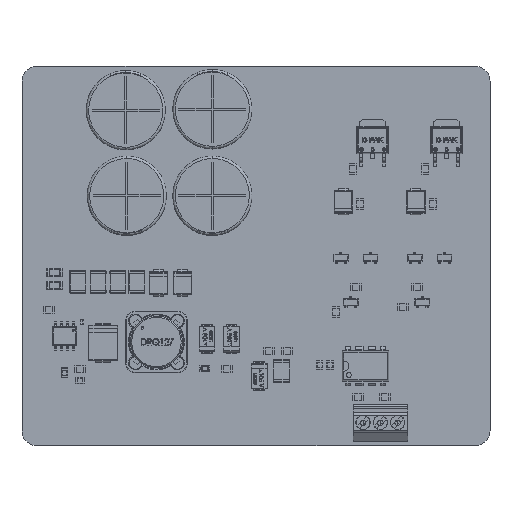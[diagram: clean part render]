
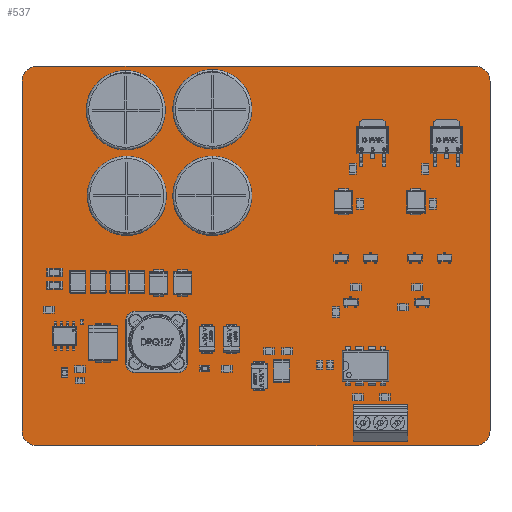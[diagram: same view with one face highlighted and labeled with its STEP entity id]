
A CAD part, top view. The second image highlights one B-rep face of the part: STEP entity #537.
In plain terms, the highlighted planar face has unit normal (0, 0, 1).
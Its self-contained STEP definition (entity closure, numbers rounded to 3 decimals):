
#272 = VERTEX_POINT('',#273);
#273 = CARTESIAN_POINT('',(29.491,49.981,0.411));
#279 = EDGE_CURVE('',#272,#280,#282,.T.);
#280 = VERTEX_POINT('',#281);
#281 = CARTESIAN_POINT('',(26.5,52.981,0.411));
#282 = CIRCLE('',#283,3.001);
#283 = AXIS2_PLACEMENT_3D('',#284,#285,#286);
#284 = CARTESIAN_POINT('',(29.501,52.982,0.411));
#285 = DIRECTION('',(0.,0.,-1.));
#286 = DIRECTION('',(-0.003,-1.,0.));
#312 = EDGE_CURVE('',#280,#313,#315,.T.);
#313 = VERTEX_POINT('',#314);
#314 = CARTESIAN_POINT('',(26.5,123.727,0.411));
#315 = LINE('',#316,#317);
#316 = CARTESIAN_POINT('',(26.5,52.981,0.411));
#317 = VECTOR('',#318,1.);
#318 = DIRECTION('',(0.,1.,0.));
#343 = EDGE_CURVE('',#313,#344,#346,.T.);
#344 = VERTEX_POINT('',#345);
#345 = CARTESIAN_POINT('',(29.519,126.727,0.411));
#346 = CIRCLE('',#347,3.01);
#347 = AXIS2_PLACEMENT_3D('',#348,#349,#350);
#348 = CARTESIAN_POINT('',(29.51,123.717,0.411));
#349 = DIRECTION('',(0.,0.,-1.));
#350 = DIRECTION('',(-1.,0.003,0.));
#376 = EDGE_CURVE('',#344,#377,#379,.T.);
#377 = VERTEX_POINT('',#378);
#378 = CARTESIAN_POINT('',(118.217,126.727,0.411));
#379 = LINE('',#380,#381);
#380 = CARTESIAN_POINT('',(29.519,126.727,0.411));
#381 = VECTOR('',#382,1.);
#382 = DIRECTION('',(1.,0.,0.));
#407 = EDGE_CURVE('',#377,#408,#410,.T.);
#408 = VERTEX_POINT('',#409);
#409 = CARTESIAN_POINT('',(121.189,123.746,0.411));
#410 = CIRCLE('',#411,2.982);
#411 = AXIS2_PLACEMENT_3D('',#412,#413,#414);
#412 = CARTESIAN_POINT('',(118.207,123.745,0.411));
#413 = DIRECTION('',(0.,0.,-1.));
#414 = DIRECTION('',(0.003,1.,0.));
#440 = EDGE_CURVE('',#408,#441,#443,.T.);
#441 = VERTEX_POINT('',#442);
#442 = CARTESIAN_POINT('',(121.189,52.991,0.411));
#443 = LINE('',#444,#445);
#444 = CARTESIAN_POINT('',(121.189,123.746,0.411));
#445 = VECTOR('',#446,1.);
#446 = DIRECTION('',(0.,-1.,0.));
#471 = EDGE_CURVE('',#441,#472,#474,.T.);
#472 = VERTEX_POINT('',#473);
#473 = CARTESIAN_POINT('',(118.179,50.,0.411));
#474 = CIRCLE('',#475,3.001);
#475 = AXIS2_PLACEMENT_3D('',#476,#477,#478);
#476 = CARTESIAN_POINT('',(118.188,53.001,0.411));
#477 = DIRECTION('',(0.,0.,-1.));
#478 = DIRECTION('',(1.,-0.003,0.));
#504 = EDGE_CURVE('',#472,#272,#505,.T.);
#505 = LINE('',#506,#507);
#506 = CARTESIAN_POINT('',(118.179,50.,0.411));
#507 = VECTOR('',#508,1.);
#508 = DIRECTION('',(-1.,0.,0.));
#537 = ADVANCED_FACE('',(#538),#548,.T.);
#538 = FACE_BOUND('',#539,.F.);
#539 = EDGE_LOOP('',(#540,#541,#542,#543,#544,#545,#546,#547));
#540 = ORIENTED_EDGE('',*,*,#279,.T.);
#541 = ORIENTED_EDGE('',*,*,#312,.T.);
#542 = ORIENTED_EDGE('',*,*,#343,.T.);
#543 = ORIENTED_EDGE('',*,*,#376,.T.);
#544 = ORIENTED_EDGE('',*,*,#407,.T.);
#545 = ORIENTED_EDGE('',*,*,#440,.T.);
#546 = ORIENTED_EDGE('',*,*,#471,.T.);
#547 = ORIENTED_EDGE('',*,*,#504,.T.);
#548 = PLANE('',#549);
#549 = AXIS2_PLACEMENT_3D('',#550,#551,#552);
#550 = CARTESIAN_POINT('',(29.491,49.981,0.411));
#551 = DIRECTION('',(0.,0.,1.));
#552 = DIRECTION('',(1.,0.,0.));
